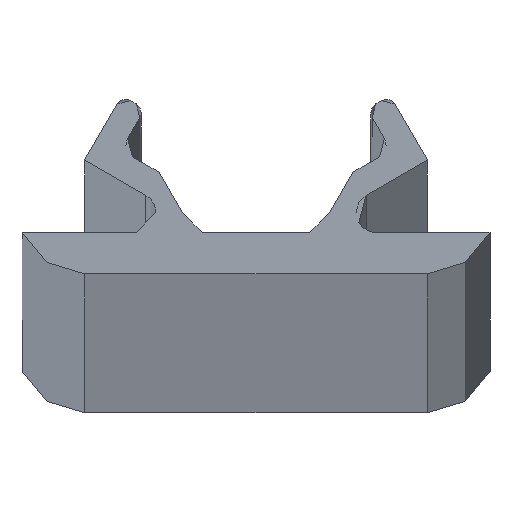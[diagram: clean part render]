
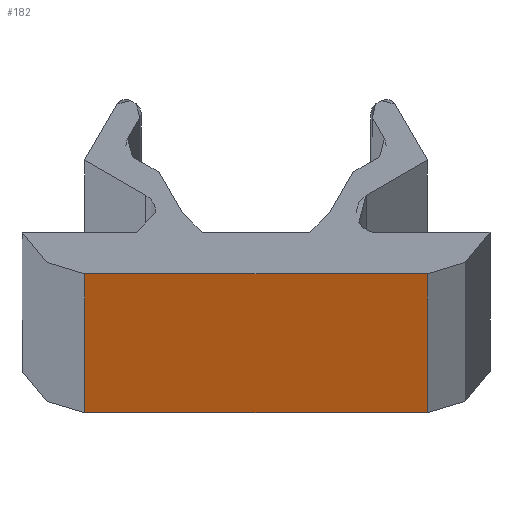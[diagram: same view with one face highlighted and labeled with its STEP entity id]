
A CAD part, top view. The second image highlights one B-rep face of the part: STEP entity #182.
In plain terms, the highlighted planar face has unit normal (0, -1, 0).
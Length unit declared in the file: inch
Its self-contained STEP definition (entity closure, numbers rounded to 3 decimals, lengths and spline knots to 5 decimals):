
#182=ADVANCED_FACE('',(#346),#347,.T.);
#346=FACE_OUTER_BOUND('',#686,.T.);
#347=PLANE('',#687);
#686=EDGE_LOOP('',(#960,#961,#962,#963));
#687=AXIS2_PLACEMENT_3D('',#964,#965,#966);
#960=ORIENTED_EDGE('',*,*,#1186,.T.);
#961=ORIENTED_EDGE('',*,*,#1187,.F.);
#962=ORIENTED_EDGE('',*,*,#1188,.F.);
#963=ORIENTED_EDGE('',*,*,#1183,.T.);
#964=CARTESIAN_POINT('',(0.35274,-0.06245,0.0));
#965=DIRECTION('',(0.0,-1.0,0.0));
#966=DIRECTION('',(1.0,0.0,-0.0));
#1183=EDGE_CURVE('',#1351,#1349,#1352,.T.);
#1186=EDGE_CURVE('',#1349,#1355,#1356,.T.);
#1187=EDGE_CURVE('',#1357,#1355,#1358,.T.);
#1188=EDGE_CURVE('',#1351,#1357,#1359,.T.);
#1349=VERTEX_POINT('',#1618);
#1351=VERTEX_POINT('',#1623);
#1352=LINE('',#1624,#1625);
#1355=VERTEX_POINT('',#1631);
#1356=LINE('',#1632,#1633);
#1357=VERTEX_POINT('',#1634);
#1358=LINE('',#1635,#1636);
#1359=LINE('',#1637,#1638);
#1618=CARTESIAN_POINT('',(0.61105,-0.06245,120.0));
#1623=CARTESIAN_POINT('',(0.61105,-0.06245,0.0));
#1624=CARTESIAN_POINT('',(0.61105,-0.06245,0.0));
#1625=VECTOR('',#1788,1.0);
#1631=CARTESIAN_POINT('',(0.09443,-0.06245,120.0));
#1632=CARTESIAN_POINT('',(0.61105,-0.06245,120.0));
#1633=VECTOR('',#1789,1.0);
#1634=CARTESIAN_POINT('',(0.09443,-0.06245,0.0));
#1635=CARTESIAN_POINT('',(0.09443,-0.06245,0.0));
#1636=VECTOR('',#1790,1.0);
#1637=CARTESIAN_POINT('',(0.61105,-0.06245,0.0));
#1638=VECTOR('',#1791,1.0);
#1788=DIRECTION('',(0.0,0.0,1.0));
#1789=DIRECTION('',(-1.0,0.0,0.0));
#1790=DIRECTION('',(0.0,0.0,1.0));
#1791=DIRECTION('',(-1.0,0.0,0.0));
